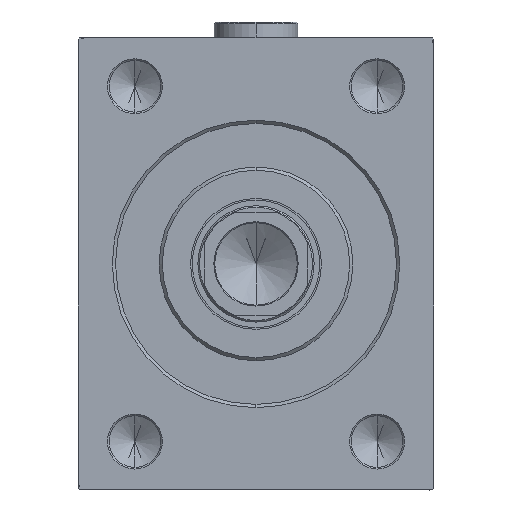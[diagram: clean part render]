
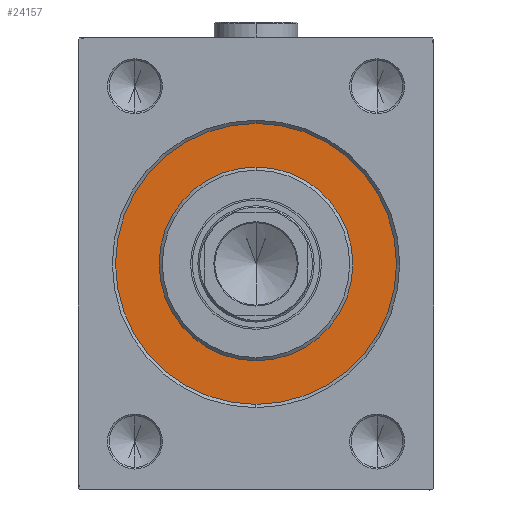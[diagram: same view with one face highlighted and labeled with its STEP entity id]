
A CAD part, left-side view. The second image highlights one B-rep face of the part: STEP entity #24157.
In plain terms, the highlighted face is planar.
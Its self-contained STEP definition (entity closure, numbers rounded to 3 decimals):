
#4384 = CARTESIAN_POINT ( 'NONE',  ( 0., 0., 0. ) ) ;
#4689 = CARTESIAN_POINT ( 'NONE',  ( 0., 0., 0. ) ) ;
#5136 = PLANE ( 'NONE',  #39720 ) ;
#8163 = FACE_OUTER_BOUND ( 'NONE', #17203, .T. ) ;
#12301 = DIRECTION ( 'NONE',  ( 0., 0., 1. ) ) ;
#12436 = AXIS2_PLACEMENT_3D ( 'NONE', #4384, #18513, #15044 ) ;
#13102 = ORIENTED_EDGE ( 'NONE', *, *, #27084, .F. ) ;
#13691 = CARTESIAN_POINT ( 'NONE',  ( 0., 0., 30. ) ) ;
#14628 = AXIS2_PLACEMENT_3D ( 'NONE', #25276, #25494, #36335 ) ;
#15044 = DIRECTION ( 'NONE',  ( 0., 0., -1. ) ) ;
#16750 = EDGE_LOOP ( 'NONE', ( #33511, #28308 ) ) ;
#17203 = EDGE_LOOP ( 'NONE', ( #32270, #13102 ) ) ;
#18346 = DIRECTION ( 'NONE',  ( -1., 0., 0. ) ) ;
#18513 = DIRECTION ( 'NONE',  ( 1., 0., 0. ) ) ;
#19728 = CIRCLE ( 'NONE', #12436, 30. ) ;
#20121 = VERTEX_POINT ( 'NONE', #29808 ) ;
#20457 = DIRECTION ( 'NONE',  ( 0., 0., 1. ) ) ;
#22931 = FACE_BOUND ( 'NONE', #16750, .T. ) ;
#23602 = EDGE_CURVE ( 'NONE', #44333, #24511, #19728, .T. ) ;
#23681 = CARTESIAN_POINT ( 'NONE',  ( 0., 0., 0. ) ) ;
#24157 = ADVANCED_FACE ( 'NONE', ( #22931, #8163 ), #5136, .F. ) ;
#24511 = VERTEX_POINT ( 'NONE', #33026 ) ;
#25276 = CARTESIAN_POINT ( 'NONE',  ( 0., 0., 0. ) ) ;
#25494 = DIRECTION ( 'NONE',  ( 1., 0., 0. ) ) ;
#26246 = EDGE_CURVE ( 'NONE', #24511, #44333, #28580, .T. ) ;
#26505 = CARTESIAN_POINT ( 'NONE',  ( 0., 0., 43.5 ) ) ;
#26725 = AXIS2_PLACEMENT_3D ( 'NONE', #23681, #37753, #20457 ) ;
#27084 = EDGE_CURVE ( 'NONE', #31299, #20121, #30091, .T. ) ;
#28308 = ORIENTED_EDGE ( 'NONE', *, *, #26246, .F. ) ;
#28580 = CIRCLE ( 'NONE', #14628, 30. ) ;
#29629 = DIRECTION ( 'NONE',  ( 0., 0., 1. ) ) ;
#29808 = CARTESIAN_POINT ( 'NONE',  ( 0., 0., -43.5 ) ) ;
#30091 = CIRCLE ( 'NONE', #44096, 43.5 ) ;
#31299 = VERTEX_POINT ( 'NONE', #26505 ) ;
#32270 = ORIENTED_EDGE ( 'NONE', *, *, #38719, .F. ) ;
#33026 = CARTESIAN_POINT ( 'NONE',  ( 0., 0., -30. ) ) ;
#33061 = DIRECTION ( 'NONE',  ( -1., 0., 0. ) ) ;
#33384 = CIRCLE ( 'NONE', #26725, 43.5 ) ;
#33511 = ORIENTED_EDGE ( 'NONE', *, *, #23602, .F. ) ;
#36335 = DIRECTION ( 'NONE',  ( 0., 0., -1. ) ) ;
#37753 = DIRECTION ( 'NONE',  ( -1., 0., 0. ) ) ;
#38719 = EDGE_CURVE ( 'NONE', #20121, #31299, #33384, .T. ) ;
#39720 = AXIS2_PLACEMENT_3D ( 'NONE', #4689, #18346, #29629 ) ;
#43703 = CARTESIAN_POINT ( 'NONE',  ( 0., 0., 0. ) ) ;
#44096 = AXIS2_PLACEMENT_3D ( 'NONE', #43703, #33061, #12301 ) ;
#44333 = VERTEX_POINT ( 'NONE', #13691 ) ;
